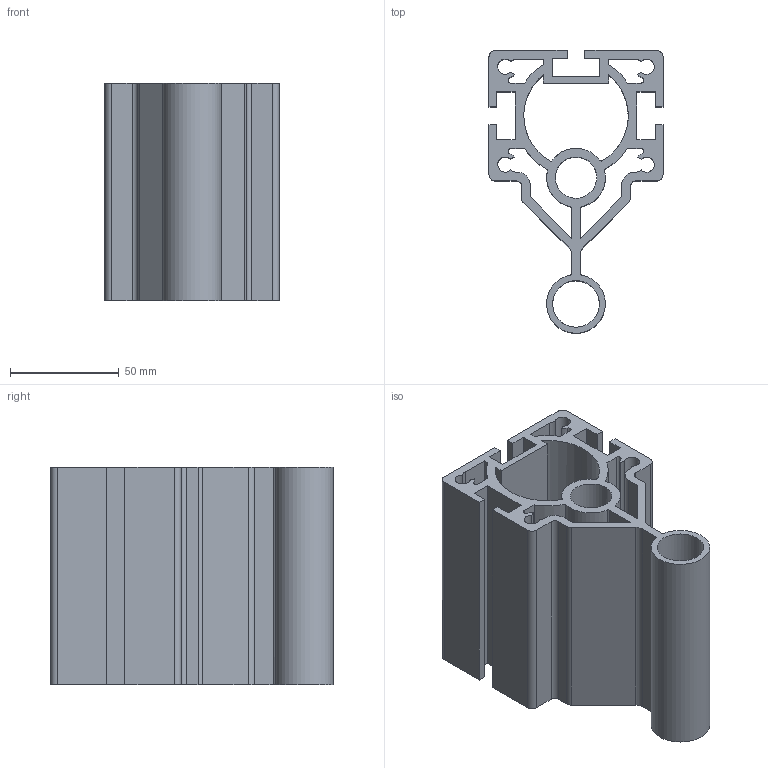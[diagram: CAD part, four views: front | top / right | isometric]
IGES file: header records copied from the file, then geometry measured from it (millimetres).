
Global section: file name: 188013; native system: Autodesk Inventor 2018; preprocessor: unknown; author: Hnátek,; organization: 11; date: 20200106.170425; units: millimetre
Bounding box: 80 x 130 x 100 mm (x, y, z)
Volume: 259492.5 mm3; surface area: 127887.5 mm2
Topology: 1 solids, 1 shells, 106 faces, 312 edges, 208 vertices
Faces by surface type: bspline 106
